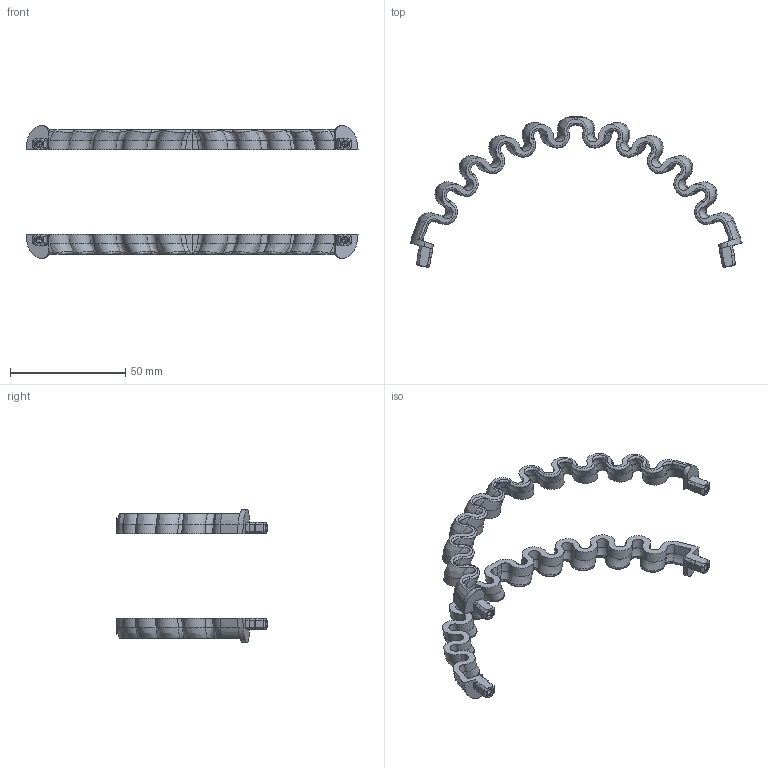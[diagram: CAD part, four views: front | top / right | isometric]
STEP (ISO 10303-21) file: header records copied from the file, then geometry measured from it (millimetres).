
FILE_DESCRIPTION (( 'STEP AP203' ), '1' );
FILE_NAME ('HPH-041-Headband-Triangle-SMALL.STEP', '2023-07-10T05:46:42', ( '' ), ( '' ), 'SwSTEP 2.0', 'SolidWorks 2020', '' );
FILE_SCHEMA (( 'CONFIG_CONTROL_DESIGN' ));
Length unit declared in the file: millimetre
Products named in the file (1): HPH-041-Headband-Triangle-SMALL
Bounding box: 143.83 x 65.14 x 57.47 mm (x, y, z)
Volume: 15797.8 mm3; surface area: 15290.5 mm2
Topology: 2 solids, 2 shells, 506 faces, 1264 edges, 770 vertices
Faces by surface type: bspline 276, plane 144, cylinder 54, torus 24, cone 8
Entity records: 28863 total; most frequent: CARTESIAN_POINT 18915, ORIENTED_EDGE 2528, DIRECTION 1488, EDGE_CURVE 1264, VERTEX_POINT 770, AXIS2_PLACEMENT_3D 537, EDGE_LOOP 514, ADVANCED_FACE 506
